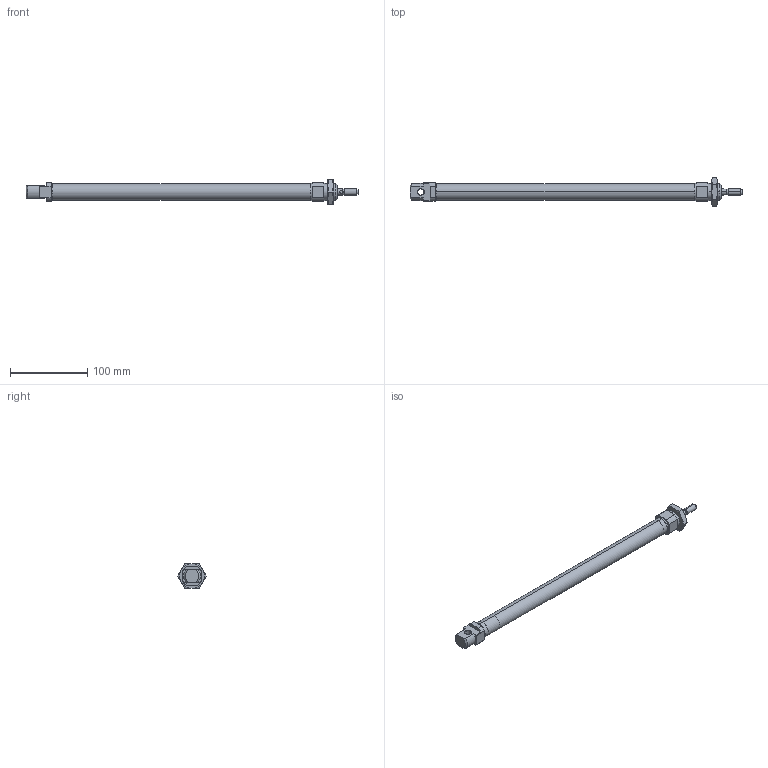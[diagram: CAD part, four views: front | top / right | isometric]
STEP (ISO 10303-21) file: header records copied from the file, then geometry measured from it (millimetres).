
FILE_DESCRIPTION(('HOOPS Exchange Step'),'2;1');
FILE_NAME('export-E36DC0CD-0442-4AD9-9FED-7BCB5B8E7A76.stp','2021-04-22T11:50:07+02:00',('Engineering'),('Alibre'),'HOOPS Exchange 2020.1','Alibre','Unknown authorisation');
FILE_SCHEMA( ('AP242_MANAGED_MODEL_BASED_3D_ENGINEERING_MIM_LF {1 0 10303 442 1 1 4 }') );
Length unit declared in the file: millimetre
Products named in the file (6): 5587-4 113 020 0300CP 20mmØ 300mm stroke ISO6432 STD Pneumatic Cilinder; 5587-5 113 020 0300CP 20mmØ 300mm stroke ISO6432 STD Pneumatic Cilinder; 5587-1 113 020 0300CP 20mmØ 300mm stroke ISO6432 STD Pneumatic Cilinder; 5587-2 113 020 0300CP 20mmØ 300mm stroke ISO6432 STD Pneumatic Cilinder; 5587-3 113 020 0300CP 20mmØ 300mm stroke ISO6432 STD Pneumatic Cilinder; 5587 113 020 0300CP 20mmØ 300mm stroke ISO6432 STD Pneumatic Cilinder
Assembly tree (5 placements, depth 2):
  5587 113 020 0300CP 20mmØ 300mm stroke ISO6432 STD Pneumatic Cilinder
    5587-4 113 020 0300CP 20mmØ 300mm stroke ISO6432 STD Pneumatic Cilinder
    5587-5 113 020 0300CP 20mmØ 300mm stroke ISO6432 STD Pneumatic Cilinder
    5587-1 113 020 0300CP 20mmØ 300mm stroke ISO6432 STD Pneumatic Cilinder
    5587-2 113 020 0300CP 20mmØ 300mm stroke ISO6432 STD Pneumatic Cilinder
    5587-3 113 020 0300CP 20mmØ 300mm stroke ISO6432 STD Pneumatic Cilinder
Bounding box: 429.5 x 36.95 x 32 mm (x, y, z)
Volume: 57289.9 mm3; surface area: 66399.4 mm2
Topology: 4 solids, 43 shells, 144 faces, 437 edges, 336 vertices
Faces by surface type: plane 63, cylinder 47, cone 34
Entity records: 5562 total; most frequent: CARTESIAN_POINT 1307, DIRECTION 899, ORIENTED_EDGE 676, EDGE_CURVE 437, AXIS2_PLACEMENT_3D 340, VERTEX_POINT 336, VECTOR 219, LINE 219
